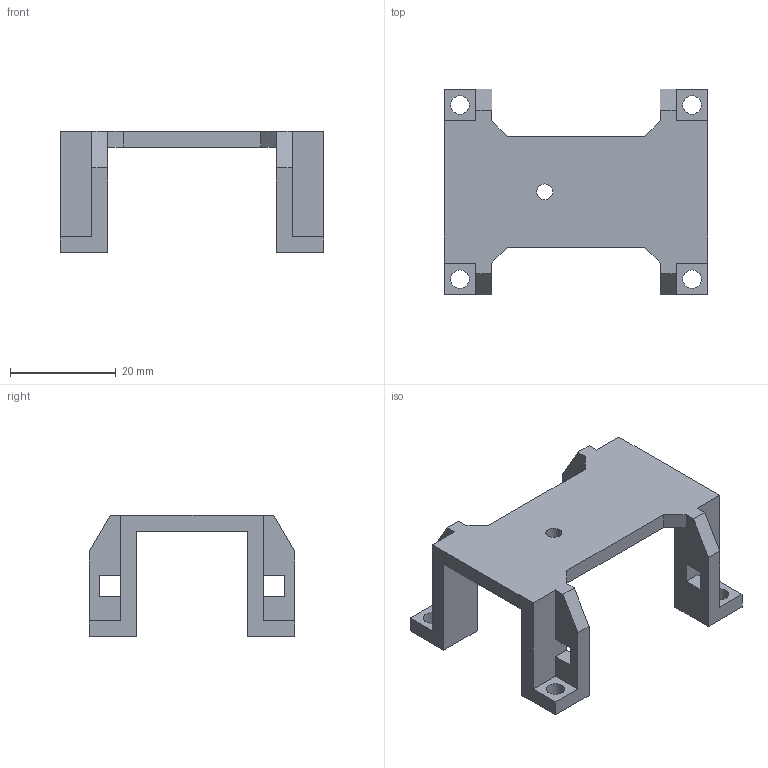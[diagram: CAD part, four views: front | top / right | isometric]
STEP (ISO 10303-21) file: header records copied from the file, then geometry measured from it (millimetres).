
FILE_DESCRIPTION(/* description */ (''),/* implementation_level */ '2;1');
FILE_NAME(/* name */ 'AM_BatterySuppport.stp',/* time_stamp */ '2024-11-03T10:25:29-05:00',/* author */ ('yulio'),/* organization */ (''),/* preprocessor_version */ 'ST-DEVELOPER v20',/* originating_system */ 'Autodesk Inventor 2024',/* authorisation */ '');
FILE_SCHEMA (('AUTOMOTIVE_DESIGN { 1 0 10303 214 3 1 1 }'));
Length unit declared in the file: millimetre
Products named in the file (1): sujetadorPila
Bounding box: 50 x 39 x 23 mm (x, y, z)
Volume: 7281.1 mm3; surface area: 6272 mm2
Topology: 1 solids, 1 shells, 59 faces, 183 edges, 122 vertices
Faces by surface type: plane 54, cylinder 5
Full cylindrical faces by diameter (mm): 3 x1, 3.5 x4
Entity records: 2086 total; most frequent: ORIENTED_EDGE 366, CARTESIAN_POINT 365, DIRECTION 313, EDGE_CURVE 183, LINE 173, VECTOR 173, VERTEX_POINT 122, EDGE_LOOP 73
